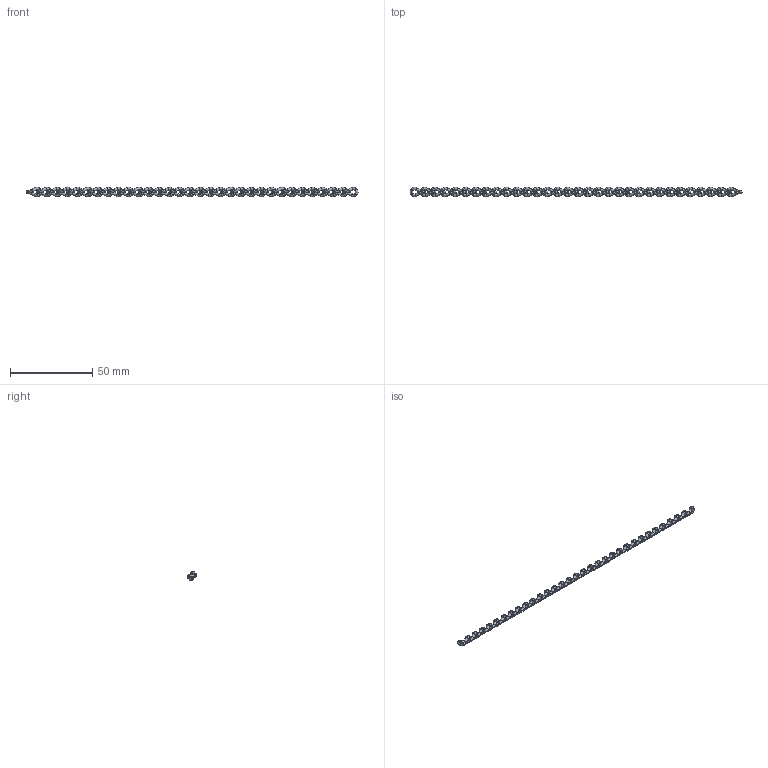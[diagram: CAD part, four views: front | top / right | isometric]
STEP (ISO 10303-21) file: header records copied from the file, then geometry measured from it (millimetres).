
FILE_DESCRIPTION((''),'2;1');
FILE_NAME('','2005-12-14T14:28:16',(''),(''),'','CADfix','');
FILE_SCHEMA(('AUTOMOTIVE_DESIGN'));
Length unit declared in the file: millimetre
Products named in the file (2): chain; TM_104SS_17_10120_36
Assembly tree (32 placements, depth 2):
  TM_104SS_17_10120_36
    chain  x32
Bounding box: 201.58 x 5.67 x 5.68 mm (x, y, z)
Volume: 1410.6 mm3; surface area: 3522.9 mm2
Topology: 32 solids, 32 shells, 768 faces, 2496 edges, 1728 vertices
Faces by surface type: bspline 768
Entity records: 2259 total; most frequent: CARTESIAN_POINT 1450, ORIENTED_EDGE 156, DIRECTION 132, EDGE_CURVE 78, B_SPLINE_CURVE_WITH_KNOTS 70, AXIS2_PLACEMENT_3D 66, VERTEX_POINT 54, PRODUCT_DEFINITION_SHAPE 34
